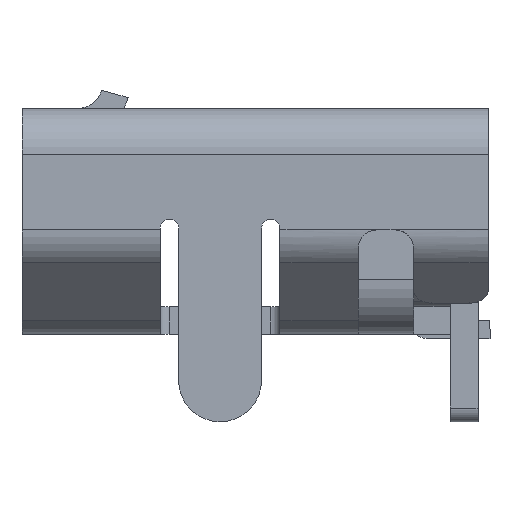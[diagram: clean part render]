
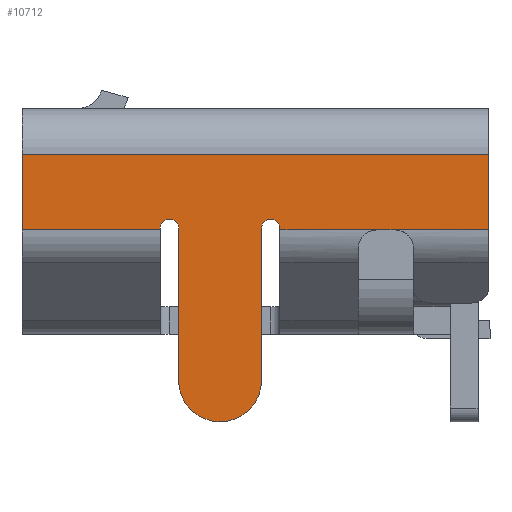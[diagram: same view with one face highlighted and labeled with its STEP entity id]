
A CAD part, left-side view. The second image highlights one B-rep face of the part: STEP entity #10712.
In plain terms, the highlighted planar face has unit normal (-1, 0, 0).
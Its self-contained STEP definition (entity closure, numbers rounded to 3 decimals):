
#484 = VERTEX_POINT ( 'NONE', #5855 ) ;
#849 = LINE ( 'NONE', #15363, #6246 ) ;
#934 = VECTOR ( 'NONE', #13240, 1000. ) ;
#1186 = AXIS2_PLACEMENT_3D ( 'NONE', #24387, #4008, #16104 ) ;
#1299 = CARTESIAN_POINT ( 'NONE',  ( -3.75, -2.53, -0.092 ) ) ;
#1564 = CARTESIAN_POINT ( 'NONE',  ( -3.75, -0.07, -0.075 ) ) ;
#1945 = EDGE_CURVE ( 'NONE', #10200, #17634, #19324, .T. ) ;
#2148 = ORIENTED_EDGE ( 'NONE', *, *, #4934, .T. ) ;
#2278 = VECTOR ( 'NONE', #22473, 1000. ) ;
#2385 = VERTEX_POINT ( 'NONE', #19271 ) ;
#2664 = CARTESIAN_POINT ( 'NONE',  ( -3.75, -1.52, -0.092 ) ) ;
#2929 = EDGE_CURVE ( 'NONE', #4683, #15022, #8161, .T. ) ;
#3072 = LINE ( 'NONE', #22186, #16933 ) ;
#3387 = VERTEX_POINT ( 'NONE', #10121 ) ;
#4008 = DIRECTION ( 'NONE',  ( 1., 0., 0. ) ) ;
#4674 = CARTESIAN_POINT ( 'NONE',  ( -3.75, 1.03, -0.075 ) ) ;
#4683 = VERTEX_POINT ( 'NONE', #18202 ) ;
#4788 = LINE ( 'NONE', #10864, #10747 ) ;
#4915 = CARTESIAN_POINT ( 'NONE',  ( -3.75, 2.53, 0.725 ) ) ;
#4934 = EDGE_CURVE ( 'NONE', #484, #10200, #849, .T. ) ;
#5046 = AXIS2_PLACEMENT_3D ( 'NONE', #13635, #18111, #22325 ) ;
#5083 = CARTESIAN_POINT ( 'NONE',  ( -3.75, 0.93, 0.025 ) ) ;
#5119 = DIRECTION ( 'NONE',  ( 1., 0., 0. ) ) ;
#5350 = VERTEX_POINT ( 'NONE', #14032 ) ;
#5454 = CARTESIAN_POINT ( 'NONE',  ( -3.75, 2.53, -0.092 ) ) ;
#5531 = CARTESIAN_POINT ( 'NONE',  ( -3.75, -2.53, 0.725 ) ) ;
#5628 = FACE_OUTER_BOUND ( 'NONE', #20662, .T. ) ;
#5855 = CARTESIAN_POINT ( 'NONE',  ( -3.75, 0.83, -0.075 ) ) ;
#6021 = ORIENTED_EDGE ( 'NONE', *, *, #19412, .T. ) ;
#6131 = ORIENTED_EDGE ( 'NONE', *, *, #19516, .T. ) ;
#6246 = VECTOR ( 'NONE', #17385, 1000. ) ;
#6292 = DIRECTION ( 'NONE',  ( 0., -1., 0. ) ) ;
#7057 = AXIS2_PLACEMENT_3D ( 'NONE', #23397, #19446, #17679 ) ;
#7534 = VERTEX_POINT ( 'NONE', #16453 ) ;
#7654 = PLANE ( 'NONE',  #17001 ) ;
#7769 = LINE ( 'NONE', #24493, #12813 ) ;
#7965 = LINE ( 'NONE', #24544, #2278 ) ;
#8161 = LINE ( 'NONE', #1299, #8162 ) ;
#8162 = VECTOR ( 'NONE', #17841, 1000. ) ;
#8252 = VECTOR ( 'NONE', #15381, 1000. ) ;
#8328 = VERTEX_POINT ( 'NONE', #2664 ) ;
#8347 = LINE ( 'NONE', #18511, #18451 ) ;
#8584 = CARTESIAN_POINT ( 'NONE',  ( -3.75, 0.93, -0.075 ) ) ;
#8666 = DIRECTION ( 'NONE',  ( 0., 0., -1. ) ) ;
#8802 = AXIS2_PLACEMENT_3D ( 'NONE', #11726, #19997, #23600 ) ;
#9343 = ORIENTED_EDGE ( 'NONE', *, *, #21187, .T. ) ;
#9431 = DIRECTION ( 'NONE',  ( 0., 0., -1. ) ) ;
#9462 = ORIENTED_EDGE ( 'NONE', *, *, #9949, .T. ) ;
#9903 = ORIENTED_EDGE ( 'NONE', *, *, #11864, .T. ) ;
#9949 = EDGE_CURVE ( 'NONE', #8328, #4683, #4788, .T. ) ;
#10121 = CARTESIAN_POINT ( 'NONE',  ( -3.75, -0.07, -1.725 ) ) ;
#10200 = VERTEX_POINT ( 'NONE', #12059 ) ;
#10213 = VECTOR ( 'NONE', #16650, 1000. ) ;
#10335 = DIRECTION ( 'NONE',  ( 1., 0., 0. ) ) ;
#10393 = EDGE_CURVE ( 'NONE', #25592, #3387, #7965, .T. ) ;
#10453 = ORIENTED_EDGE ( 'NONE', *, *, #10393, .F. ) ;
#10712 = ADVANCED_FACE ( 'NONE', ( #5628 ), #7654, .F. ) ;
#10714 = CIRCLE ( 'NONE', #17637, 0.1 ) ;
#10747 = VECTOR ( 'NONE', #18885, 1000. ) ;
#10864 = CARTESIAN_POINT ( 'NONE',  ( -3.75, 2.53, -0.092 ) ) ;
#10893 = VERTEX_POINT ( 'NONE', #5083 ) ;
#11686 = ORIENTED_EDGE ( 'NONE', *, *, #22366, .F. ) ;
#11726 = CARTESIAN_POINT ( 'NONE',  ( -3.75, 0.38, -1.725 ) ) ;
#11740 = EDGE_CURVE ( 'NONE', #25592, #15602, #23547, .T. ) ;
#11864 = EDGE_CURVE ( 'NONE', #20499, #10893, #24897, .T. ) ;
#12059 = CARTESIAN_POINT ( 'NONE',  ( -3.75, 0.83, -1.725 ) ) ;
#12143 = ORIENTED_EDGE ( 'NONE', *, *, #2929, .T. ) ;
#12587 = LINE ( 'NONE', #20879, #18129 ) ;
#12813 = VECTOR ( 'NONE', #23948, 1000. ) ;
#13240 = DIRECTION ( 'NONE',  ( 0., -1., 0. ) ) ;
#13295 = CIRCLE ( 'NONE', #1186, 0.1 ) ;
#13635 = CARTESIAN_POINT ( 'NONE',  ( -3.75, 0.38, -1.725 ) ) ;
#13681 = ORIENTED_EDGE ( 'NONE', *, *, #11740, .T. ) ;
#14032 = CARTESIAN_POINT ( 'NONE',  ( -3.75, 1.03, -0.092 ) ) ;
#14099 = ORIENTED_EDGE ( 'NONE', *, *, #18801, .F. ) ;
#14302 = DIRECTION ( 'NONE',  ( 0., 1., 0. ) ) ;
#15022 = VERTEX_POINT ( 'NONE', #5531 ) ;
#15108 = VERTEX_POINT ( 'NONE', #4915 ) ;
#15305 = LINE ( 'NONE', #23721, #934 ) ;
#15363 = CARTESIAN_POINT ( 'NONE',  ( -3.75, 0.83, 0.025 ) ) ;
#15381 = DIRECTION ( 'NONE',  ( 0., -1., 0. ) ) ;
#15602 = VERTEX_POINT ( 'NONE', #26335 ) ;
#15747 = ORIENTED_EDGE ( 'NONE', *, *, #1945, .T. ) ;
#15777 = LINE ( 'NONE', #5454, #8252 ) ;
#15954 = DIRECTION ( 'NONE',  ( 1., 0., 0. ) ) ;
#16104 = DIRECTION ( 'NONE',  ( 0., 1., 0. ) ) ;
#16373 = VERTEX_POINT ( 'NONE', #21259 ) ;
#16453 = CARTESIAN_POINT ( 'NONE',  ( -3.75, -0.27, -0.075 ) ) ;
#16518 = EDGE_CURVE ( 'NONE', #7534, #16373, #3072, .T. ) ;
#16650 = DIRECTION ( 'NONE',  ( 0., 0., 1. ) ) ;
#16933 = VECTOR ( 'NONE', #9431, 1000. ) ;
#17001 = AXIS2_PLACEMENT_3D ( 'NONE', #24376, #15954, #14302 ) ;
#17385 = DIRECTION ( 'NONE',  ( 0., 0., -1. ) ) ;
#17545 = EDGE_CURVE ( 'NONE', #20499, #5350, #12587, .T. ) ;
#17634 = VERTEX_POINT ( 'NONE', #22583 ) ;
#17637 = AXIS2_PLACEMENT_3D ( 'NONE', #23710, #5119, #23983 ) ;
#17679 = DIRECTION ( 'NONE',  ( 0., 1., 0. ) ) ;
#17681 = ORIENTED_EDGE ( 'NONE', *, *, #16518, .T. ) ;
#17841 = DIRECTION ( 'NONE',  ( 0., 0., 1. ) ) ;
#18111 = DIRECTION ( 'NONE',  ( -1., 0., 0. ) ) ;
#18129 = VECTOR ( 'NONE', #8666, 1000. ) ;
#18202 = CARTESIAN_POINT ( 'NONE',  ( -3.75, -2.53, -0.092 ) ) ;
#18451 = VECTOR ( 'NONE', #6292, 1000. ) ;
#18511 = CARTESIAN_POINT ( 'NONE',  ( -3.75, 2.53, -0.092 ) ) ;
#18766 = EDGE_CURVE ( 'NONE', #16373, #2385, #8347, .T. ) ;
#18801 = EDGE_CURVE ( 'NONE', #19197, #15108, #18935, .T. ) ;
#18885 = DIRECTION ( 'NONE',  ( 0., -1., 0. ) ) ;
#18935 = LINE ( 'NONE', #20558, #10213 ) ;
#18952 = EDGE_CURVE ( 'NONE', #8328, #2385, #7769, .T. ) ;
#19197 = VERTEX_POINT ( 'NONE', #24686 ) ;
#19271 = CARTESIAN_POINT ( 'NONE',  ( -3.75, -1.32, -0.092 ) ) ;
#19324 = CIRCLE ( 'NONE', #5046, 0.45 ) ;
#19412 = EDGE_CURVE ( 'NONE', #10893, #484, #10714, .T. ) ;
#19446 = DIRECTION ( 'NONE',  ( 1., 0., 0. ) ) ;
#19516 = EDGE_CURVE ( 'NONE', #15602, #7534, #13295, .T. ) ;
#19997 = DIRECTION ( 'NONE',  ( -1., 0., 0. ) ) ;
#20484 = CIRCLE ( 'NONE', #8802, 0.45 ) ;
#20499 = VERTEX_POINT ( 'NONE', #4674 ) ;
#20558 = CARTESIAN_POINT ( 'NONE',  ( -3.75, 2.53, -0.092 ) ) ;
#20662 = EDGE_LOOP ( 'NONE', ( #15747, #21302, #10453, #13681, #6131, #17681, #22199, #26863, #9462, #12143, #11686, #14099, #9343, #26781, #9903, #6021, #2148 ) ) ;
#20794 = DIRECTION ( 'NONE',  ( 0., 1., 0. ) ) ;
#20879 = CARTESIAN_POINT ( 'NONE',  ( -3.75, 1.03, 0.025 ) ) ;
#21187 = EDGE_CURVE ( 'NONE', #19197, #5350, #15777, .T. ) ;
#21259 = CARTESIAN_POINT ( 'NONE',  ( -3.75, -0.27, -0.092 ) ) ;
#21302 = ORIENTED_EDGE ( 'NONE', *, *, #23711, .T. ) ;
#21382 = AXIS2_PLACEMENT_3D ( 'NONE', #8584, #10335, #20794 ) ;
#22186 = CARTESIAN_POINT ( 'NONE',  ( -3.75, -0.27, 0.025 ) ) ;
#22199 = ORIENTED_EDGE ( 'NONE', *, *, #18766, .T. ) ;
#22325 = DIRECTION ( 'NONE',  ( 0., 1., 0. ) ) ;
#22366 = EDGE_CURVE ( 'NONE', #15108, #15022, #15305, .T. ) ;
#22473 = DIRECTION ( 'NONE',  ( 0., 0., -1. ) ) ;
#22583 = CARTESIAN_POINT ( 'NONE',  ( -3.75, 0.38, -2.175 ) ) ;
#23397 = CARTESIAN_POINT ( 'NONE',  ( -3.75, -0.17, -0.075 ) ) ;
#23547 = CIRCLE ( 'NONE', #7057, 0.1 ) ;
#23600 = DIRECTION ( 'NONE',  ( 0., 1., 0. ) ) ;
#23710 = CARTESIAN_POINT ( 'NONE',  ( -3.75, 0.93, -0.075 ) ) ;
#23711 = EDGE_CURVE ( 'NONE', #17634, #3387, #20484, .T. ) ;
#23721 = CARTESIAN_POINT ( 'NONE',  ( -3.75, 2.53, 0.725 ) ) ;
#23948 = DIRECTION ( 'NONE',  ( 0., 1., 0. ) ) ;
#23983 = DIRECTION ( 'NONE',  ( 0., 1., 0. ) ) ;
#24376 = CARTESIAN_POINT ( 'NONE',  ( -3.75, 2.53, -0.092 ) ) ;
#24387 = CARTESIAN_POINT ( 'NONE',  ( -3.75, -0.17, -0.075 ) ) ;
#24493 = CARTESIAN_POINT ( 'NONE',  ( -3.75, -1.32, -0.092 ) ) ;
#24544 = CARTESIAN_POINT ( 'NONE',  ( -3.75, -0.07, 0.025 ) ) ;
#24686 = CARTESIAN_POINT ( 'NONE',  ( -3.75, 2.53, -0.092 ) ) ;
#24897 = CIRCLE ( 'NONE', #21382, 0.1 ) ;
#25592 = VERTEX_POINT ( 'NONE', #1564 ) ;
#26335 = CARTESIAN_POINT ( 'NONE',  ( -3.75, -0.17, 0.025 ) ) ;
#26781 = ORIENTED_EDGE ( 'NONE', *, *, #17545, .F. ) ;
#26863 = ORIENTED_EDGE ( 'NONE', *, *, #18952, .F. ) ;
